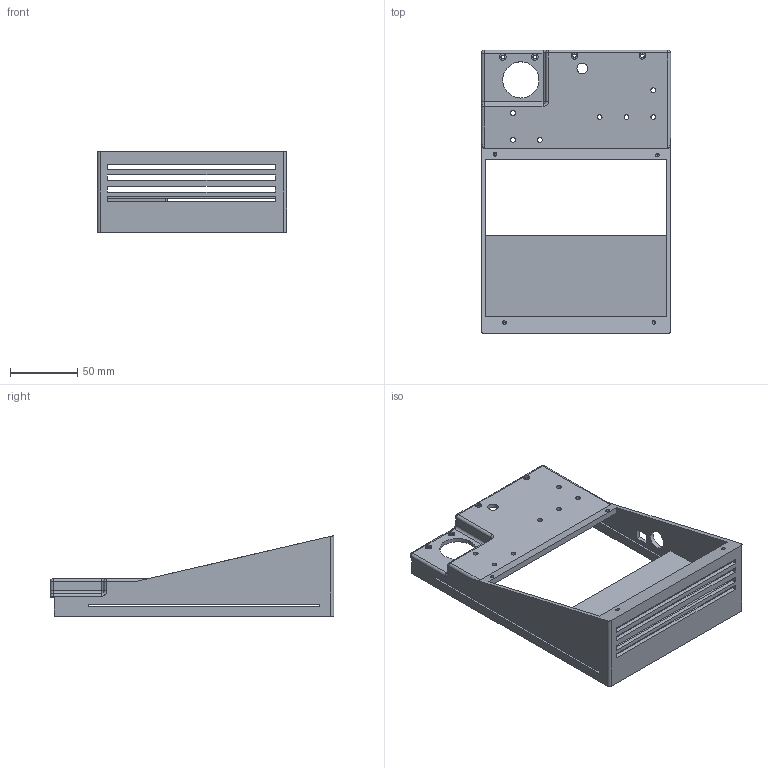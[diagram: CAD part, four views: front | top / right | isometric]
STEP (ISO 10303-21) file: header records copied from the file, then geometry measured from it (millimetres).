
FILE_DESCRIPTION (( 'STEP AP214' ), '1' );
FILE_NAME ('lid 1.STEP', '2024-06-16T14:01:17', ( '' ), ( '' ), 'SwSTEP 2.0', 'SolidWorks 2022', '' );
FILE_SCHEMA (( 'AUTOMOTIVE_DESIGN' ));
Length unit declared in the file: metre
Products named in the file (3): new enclosure 1.STEP; Part15^new enclosure 1.STEP; lid 1
Assembly tree (2 placements, depth 3):
  lid 1
    new enclosure 1.STEP
      Part15^new enclosure 1.STEP
Bounding box: 140.97 x 210.98 x 60 mm (x, y, z)
Volume: 141209.6 mm3; surface area: 95682.8 mm2
Topology: 1 solids, 1 shells, 149 faces, 418 edges, 265 vertices
Faces by surface type: plane 69, cylinder 68, sphere 5, cone 4, torus 3
Entity records: 5030 total; most frequent: CARTESIAN_POINT 951, DIRECTION 842, ORIENTED_EDGE 818, EDGE_CURVE 409, AXIS2_PLACEMENT_3D 288, VECTOR 266, LINE 266, VERTEX_POINT 265
